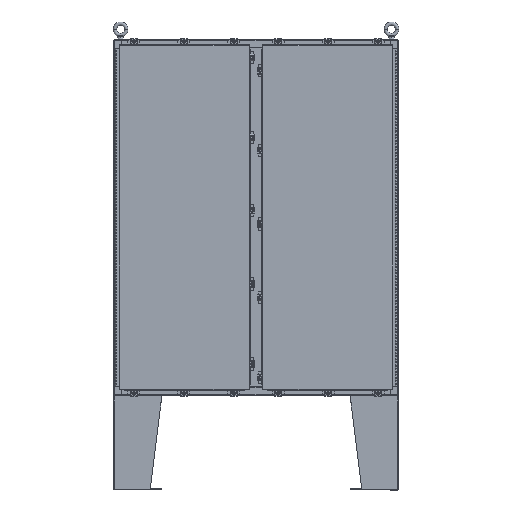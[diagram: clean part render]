
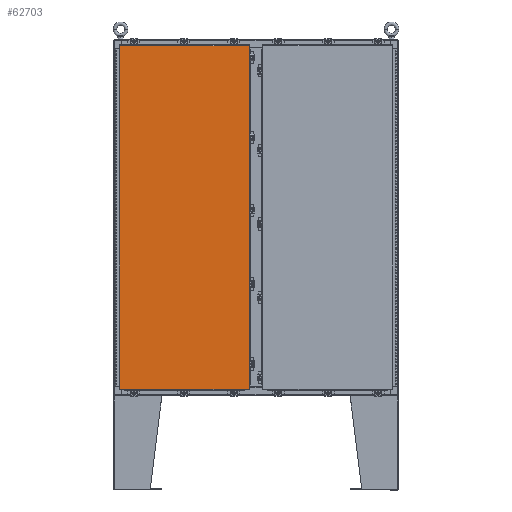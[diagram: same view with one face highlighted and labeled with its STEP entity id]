
A CAD part, top view. The second image highlights one B-rep face of the part: STEP entity #62703.
In plain terms, the highlighted planar face has unit normal (0, 0, 1).
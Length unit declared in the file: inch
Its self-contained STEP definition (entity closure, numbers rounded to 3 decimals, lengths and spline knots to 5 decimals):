
#2852 = FACE_OUTER_BOUND ( 'NONE', #24945, .T. ) ;
#2935 = LINE ( 'NONE', #39249, #15297 ) ;
#5103 = ORIENTED_EDGE ( 'NONE', *, *, #61272, .T. ) ;
#7440 = ORIENTED_EDGE ( 'NONE', *, *, #35581, .T. ) ;
#11344 = EDGE_CURVE ( 'NONE', #55248, #26730, #2935, .T. ) ;
#14099 = DIRECTION ( 'NONE',  ( -1., 0., 0. ) ) ;
#14197 = EDGE_CURVE ( 'NONE', #26730, #58520, #61847, .T. ) ;
#15297 = VECTOR ( 'NONE', #55127, 39.37008 ) ;
#16281 = DIRECTION ( 'NONE',  ( 1., 0., 0. ) ) ;
#19093 = VECTOR ( 'NONE', #39124, 39.37008 ) ;
#24945 = EDGE_LOOP ( 'NONE', ( #5103, #67215, #64826, #7440 ) ) ;
#25605 = CARTESIAN_POINT ( 'NONE',  ( 10.9178, -29.0182, 0. ) ) ;
#26730 = VERTEX_POINT ( 'NONE', #58249 ) ;
#26763 = CARTESIAN_POINT ( 'NONE',  ( -10.9178, -29.0182, 0. ) ) ;
#29335 = DIRECTION ( 'NONE',  ( 0., 0., -1. ) ) ;
#29726 = CARTESIAN_POINT ( 'NONE',  ( 10.9178, 29.0182, 0. ) ) ;
#33085 = LINE ( 'NONE', #60079, #19093 ) ;
#34460 = AXIS2_PLACEMENT_3D ( 'NONE', #50294, #29335, #66173 ) ;
#35581 = EDGE_CURVE ( 'NONE', #58520, #63047, #33085, .T. ) ;
#36011 = VECTOR ( 'NONE', #16281, 39.37008 ) ;
#39124 = DIRECTION ( 'NONE',  ( 0., -1., 0. ) ) ;
#39249 = CARTESIAN_POINT ( 'NONE',  ( 10.9178, -29.0182, 0. ) ) ;
#42305 = CARTESIAN_POINT ( 'NONE',  ( -10.9178, 29.0182, 0. ) ) ;
#47784 = CARTESIAN_POINT ( 'NONE',  ( -10.9178, -29.0182, 0. ) ) ;
#50003 = LINE ( 'NONE', #47784, #36011 ) ;
#50294 = CARTESIAN_POINT ( 'NONE',  ( 0., 0., 0. ) ) ;
#55127 = DIRECTION ( 'NONE',  ( 0., 1., 0. ) ) ;
#55248 = VERTEX_POINT ( 'NONE', #25605 ) ;
#58249 = CARTESIAN_POINT ( 'NONE',  ( 10.9178, 29.0182, 0. ) ) ;
#58520 = VERTEX_POINT ( 'NONE', #42305 ) ;
#60079 = CARTESIAN_POINT ( 'NONE',  ( -10.9178, 29.0182, 0. ) ) ;
#60222 = VECTOR ( 'NONE', #14099, 39.37008 ) ;
#60880 = PLANE ( 'NONE',  #34460 ) ;
#61272 = EDGE_CURVE ( 'NONE', #63047, #55248, #50003, .T. ) ;
#61847 = LINE ( 'NONE', #29726, #60222 ) ;
#62703 = ADVANCED_FACE ( 'NONE', ( #2852 ), #60880, .F. ) ;
#63047 = VERTEX_POINT ( 'NONE', #26763 ) ;
#64826 = ORIENTED_EDGE ( 'NONE', *, *, #14197, .T. ) ;
#66173 = DIRECTION ( 'NONE',  ( -1., 0., 0. ) ) ;
#67215 = ORIENTED_EDGE ( 'NONE', *, *, #11344, .T. ) ;
